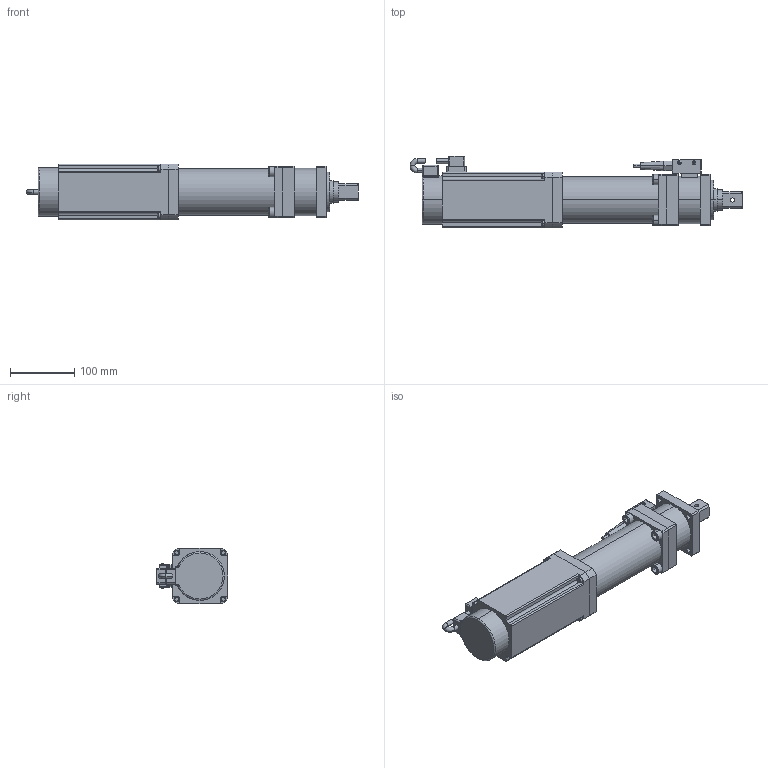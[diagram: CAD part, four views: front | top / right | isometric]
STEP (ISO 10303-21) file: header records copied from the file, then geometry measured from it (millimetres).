
FILE_DESCRIPTION (( 'STEP AP203' ), '1' );
FILE_NAME ('NFT-502RM4-S.STEP', '2006-07-21T13:28:23', ( 'FEC Inc.' ), ( 'FEC Inc.' ), 'SwSTEP 2.0', 'SolidWorks 2004231', '' );
FILE_SCHEMA (( 'CONFIG_CONTROL_DESIGN' ));
Length unit declared in the file: millimetre
Products named in the file (1): NFT-502RM4-S
Bounding box: 518.75 x 112 x 87 mm (x, y, z)
Volume: 2671998.7 mm3; surface area: 201743.9 mm2
Topology: 3 solids, 3 shells, 300 faces, 727 edges, 467 vertices
Faces by surface type: plane 134, cylinder 117, torus 41, cone 8
Entity records: 8994 total; most frequent: DIRECTION 1637, CARTESIAN_POINT 1595, ORIENTED_EDGE 1454, EDGE_CURVE 727, AXIS2_PLACEMENT_3D 623, VERTEX_POINT 467, VECTOR 391, LINE 391
